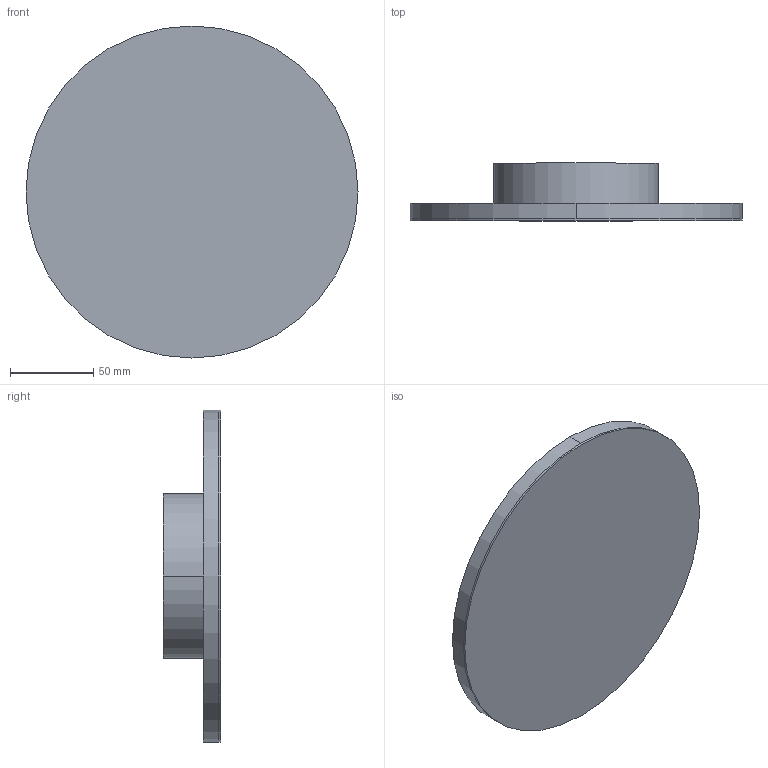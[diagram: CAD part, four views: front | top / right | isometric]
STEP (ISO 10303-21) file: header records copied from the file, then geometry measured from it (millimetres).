
FILE_DESCRIPTION (( 'STEP AP203' ), '1' );
FILE_NAME ('4902-5W-B-湮埴倛.STEP', '2022-12-21T07:21:39', ( 'User' ), ( 'China' ), 'SwSTEP 2.0', 'SolidWorks 2018', '' );
FILE_SCHEMA (( 'CONFIG_CONTROL_DESIGN' ));
Length unit declared in the file: millimetre
Products named in the file (14): 圆形面板大号装配体^圆形面板（大）装配体; 棠沺-D19.4XD5.5XT3.5; 埴倛捚親薯(湮); 腑极蚾饜极-1; LR-4MM揤盄啣; 4902-5W-B-湮埴倛; 4901腑极; 圆形面板（大）装配体; 软灯带; 麥芛囀鞠褒儂佪-M3X6; 4901菁啣; 麥芛儂佪-M4X4; 坋趼埴芛儂佪-M3X4; 埴倛醱啣(湮)
Assembly tree (21 placements, depth 4):
  4902-5W-B-湮埴倛
    腑极蚾饜极-1
      4901腑极
      4901菁啣
      麥芛儂佪-M4X4  x3
      软灯带
      LR-4MM揤盄啣
      棠沺-D19.4XD5.5XT3.5  x3
      坋趼埴芛儂佪-M3X4  x3
    圆形面板（大）装配体
      圆形面板大号装配体^圆形面板（大）装配体
        埴倛醱啣(湮)
      埴倛捚親薯(湮)
      麥芛囀鞠褒儂佪-M3X6  x3
Bounding box: 200 x 34.7 x 200 mm (x, y, z)
Volume: 337091.5 mm3; surface area: 172578.7 mm2
Topology: 18 solids, 18 shells, 651 faces, 1555 edges, 1008 vertices
Faces by surface type: plane 344, cylinder 214, cone 45, bspline 24, torus 24
Entity records: 17823 total; most frequent: CARTESIAN_POINT 5451, DIRECTION 2312, ORIENTED_EDGE 2122, EDGE_CURVE 1061, AXIS2_PLACEMENT_3D 856, VERTEX_POINT 696, VECTOR 600, LINE 600
